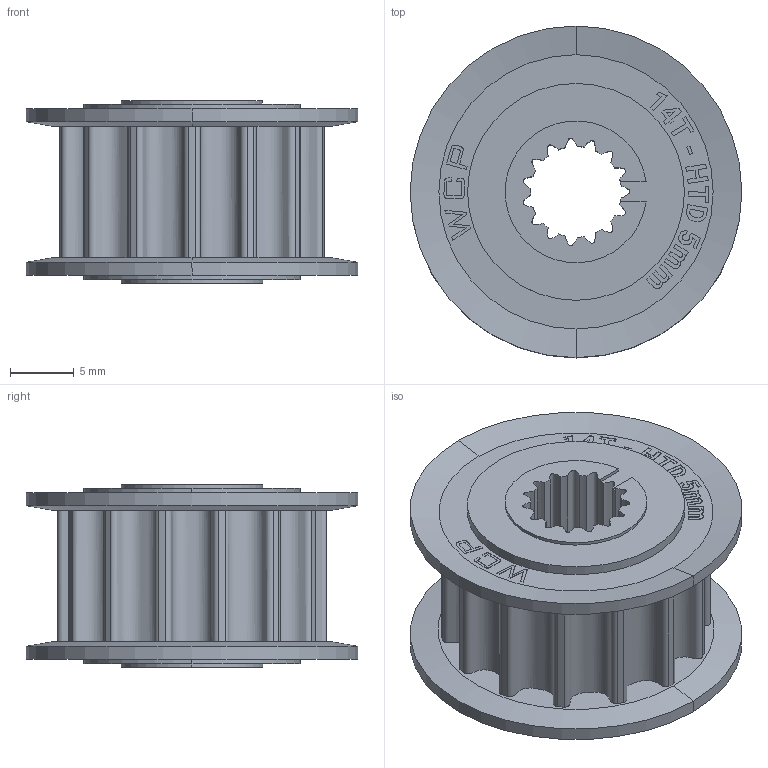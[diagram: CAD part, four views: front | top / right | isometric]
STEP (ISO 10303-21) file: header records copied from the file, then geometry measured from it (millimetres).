
FILE_DESCRIPTION (( 'STEP AP214' ), '1' );
FILE_NAME ('WCP-1801.STEP', '2025-04-08T21:32:49', ( '' ), ( '' ), 'SwSTEP 2.0', 'SolidWorks 2022', '' );
FILE_SCHEMA (( 'AUTOMOTIVE_DESIGN' ));
Length unit declared in the file: inch
Products named in the file (1): WCP-1801
Bounding box: 26 x 26 x 14.29 mm (x, y, z)
Volume: 3552.9 mm3; surface area: 3618.3 mm2
Topology: 3 solids, 3 shells, 272 faces, 733 edges, 486 vertices
Faces by surface type: plane 154, bspline 66, cylinder 44, cone 8
Entity records: 16869 total; most frequent: CARTESIAN_POINT 10318, ORIENTED_EDGE 1466, DIRECTION 1113, EDGE_CURVE 733, LINE 503, VECTOR 503, VERTEX_POINT 486, AXIS2_PLACEMENT_3D 305
